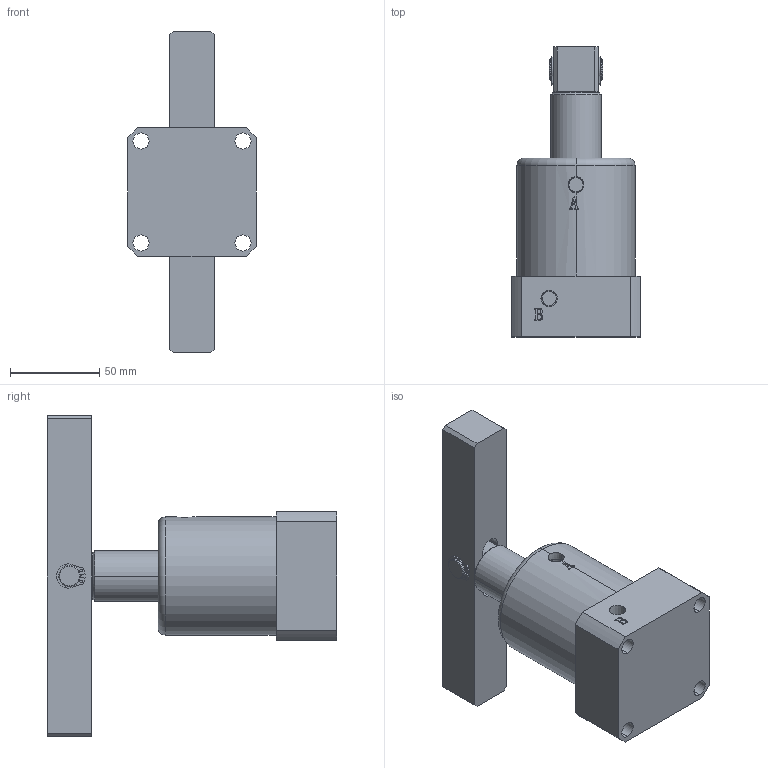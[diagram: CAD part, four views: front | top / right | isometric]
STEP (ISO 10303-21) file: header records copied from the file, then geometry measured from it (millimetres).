
FILE_DESCRIPTION (( 'STEP AP203' ), '1' );
FILE_NAME ('HSL-50D.STEP', '2019-10-05T08:45:52', ( '微软用户' ), ( '微软中国' ), 'SwSTEP 2.0', 'SolidWorks 2012', '' );
FILE_SCHEMA (( 'CONFIG_CONTROL_DESIGN' ));
Length unit declared in the file: millimetre
Products named in the file (6): HSL-50D蛌褒詰隅弇种; HSL-50D蛌褒詰揤旋杻秶; HSL-50D转角缸活塞杆; HSL-50S蛌褒詰掛极; HSL-50D; circlips for shaft--type a large gb_GB_CONNECTING_PIECE_RING_RRA 12
Assembly tree (6 placements, depth 2):
  HSL-50D
    HSL-50S蛌褒詰掛极
    HSL-50D转角缸活塞杆
    HSL-50D蛌褒詰揤旋杻秶
    HSL-50D蛌褒詰隅弇种
    circlips for shaft--type a large gb_GB_CONNECTING_PIECE_RING_RRA 12  x2
Bounding box: 72 x 162 x 180 mm (x, y, z)
Volume: 457040.3 mm3; surface area: 86923 mm2
Topology: 6 solids, 6 shells, 203 faces, 508 edges, 332 vertices
Faces by surface type: plane 86, cylinder 79, cone 16, bspline 16, torus 6
Entity records: 6887 total; most frequent: CARTESIAN_POINT 1878, DIRECTION 913, ORIENTED_EDGE 896, EDGE_CURVE 448, AXIS2_PLACEMENT_3D 339, VERTEX_POINT 292, VECTOR 235, LINE 235
